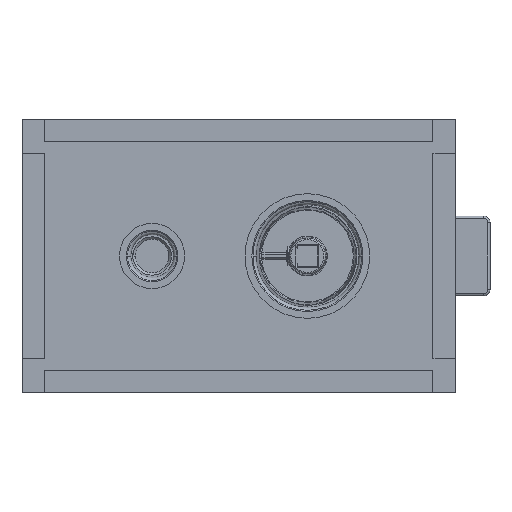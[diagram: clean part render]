
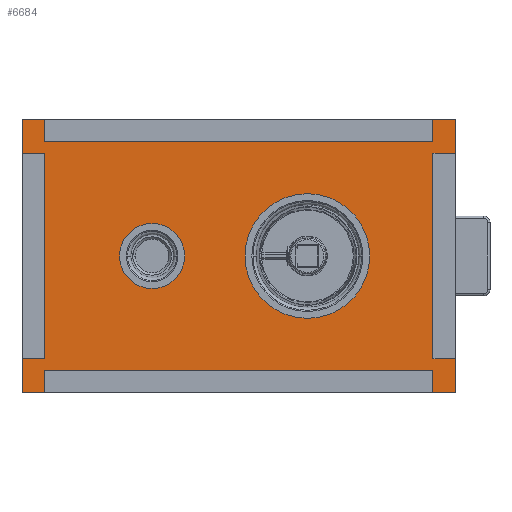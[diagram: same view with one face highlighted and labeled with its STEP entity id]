
A CAD part, left-side view. The second image highlights one B-rep face of the part: STEP entity #6684.
In plain terms, the highlighted face is planar.
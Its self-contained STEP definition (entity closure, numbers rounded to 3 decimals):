
#6089=DIRECTION('',(0.,0.,1.));
#6090=VECTOR('',#6089,190.);
#6091=CARTESIAN_POINT('',(-60.,0.,-95.));
#6092=LINE('',#6091,#6090);
#6096=DIRECTION('',(1.,0.,0.));
#6097=VECTOR('',#6096,120.);
#6098=CARTESIAN_POINT('',(-60.,0.,95.));
#6099=LINE('',#6098,#6097);
#6103=DIRECTION('',(0.,0.,-1.));
#6104=VECTOR('',#6103,190.);
#6105=CARTESIAN_POINT('',(60.,0.,95.));
#6106=LINE('',#6105,#6104);
#6110=DIRECTION('',(-1.,0.,0.));
#6111=VECTOR('',#6110,120.);
#6112=CARTESIAN_POINT('',(60.,0.,-95.));
#6113=LINE('',#6112,#6111);
#6117=CARTESIAN_POINT('',(0.,0.,-30.));
#6118=DIRECTION('',(0.,-1.,0.));
#6119=DIRECTION('',(0.,0.,-1.));
#6120=AXIS2_PLACEMENT_3D('',#6117,#6118,#6119);
#6125=CARTESIAN_POINT('',(0.,0.,-30.));
#6126=DIRECTION('',(0.,-1.,0.));
#6127=DIRECTION('',(0.,0.,1.));
#6128=AXIS2_PLACEMENT_3D('',#6125,#6126,#6127);
#6149=CARTESIAN_POINT('',(0.,0.,38.));
#6150=DIRECTION('',(0.,-1.,0.));
#6151=DIRECTION('',(0.,0.,-1.));
#6152=AXIS2_PLACEMENT_3D('',#6149,#6150,#6151);
#6157=CARTESIAN_POINT('',(0.,0.,38.));
#6158=DIRECTION('',(0.,-1.,0.));
#6159=DIRECTION('',(0.,0.,1.));
#6160=AXIS2_PLACEMENT_3D('',#6157,#6158,#6159);
#6577=CARTESIAN_POINT('',(-60.,0.,-95.));
#6578=CARTESIAN_POINT('',(-60.,0.,95.));
#6579=VERTEX_POINT('',#6577);
#6580=VERTEX_POINT('',#6578);
#6581=CARTESIAN_POINT('',(60.,0.,95.));
#6582=VERTEX_POINT('',#6581);
#6583=CARTESIAN_POINT('',(60.,0.,-95.));
#6584=VERTEX_POINT('',#6583);
#6613=CARTESIAN_POINT('',(0.,0.,-57.3));
#6614=CARTESIAN_POINT('',(0.,0.,-2.7));
#6615=VERTEX_POINT('',#6613);
#6616=VERTEX_POINT('',#6614);
#6625=CARTESIAN_POINT('',(0.,0.,23.75));
#6626=CARTESIAN_POINT('',(0.,0.,52.25));
#6627=VERTEX_POINT('',#6625);
#6628=VERTEX_POINT('',#6626);
#6657=CARTESIAN_POINT('',(0.,0.,0.));
#6658=DIRECTION('',(0.,1.,0.));
#6659=DIRECTION('',(1.,0.,0.));
#6660=AXIS2_PLACEMENT_3D('',#6657,#6658,#6659);
#6661=PLANE('',#6660);
#6663=ORIENTED_EDGE('',*,*,#6662,.T.);
#6665=ORIENTED_EDGE('',*,*,#6664,.T.);
#6667=ORIENTED_EDGE('',*,*,#6666,.T.);
#6669=ORIENTED_EDGE('',*,*,#6668,.T.);
#6670=EDGE_LOOP('',(#6663,#6665,#6667,#6669));
#6671=FACE_OUTER_BOUND('',#6670,.F.);
#6673=ORIENTED_EDGE('',*,*,#6672,.T.);
#6675=ORIENTED_EDGE('',*,*,#6674,.T.);
#6676=EDGE_LOOP('',(#6673,#6675));
#6677=FACE_BOUND('',#6676,.F.);
#6679=ORIENTED_EDGE('',*,*,#6678,.T.);
#6681=ORIENTED_EDGE('',*,*,#6680,.T.);
#6682=EDGE_LOOP('',(#6679,#6681));
#6683=FACE_BOUND('',#6682,.F.);
#6684=ADVANCED_FACE('',(#6671,#6677,#6683),#6661,.F.);
#6121=CIRCLE('',#6120,27.3);
#6129=CIRCLE('',#6128,27.3);
#6153=CIRCLE('',#6152,14.25);
#6161=CIRCLE('',#6160,14.25);
#6662=EDGE_CURVE('',#6579,#6580,#6092,.T.);
#6664=EDGE_CURVE('',#6580,#6582,#6099,.T.);
#6666=EDGE_CURVE('',#6582,#6584,#6106,.T.);
#6668=EDGE_CURVE('',#6584,#6579,#6113,.T.);
#6672=EDGE_CURVE('',#6615,#6616,#6121,.T.);
#6674=EDGE_CURVE('',#6616,#6615,#6129,.T.);
#6678=EDGE_CURVE('',#6627,#6628,#6153,.T.);
#6680=EDGE_CURVE('',#6628,#6627,#6161,.T.);
